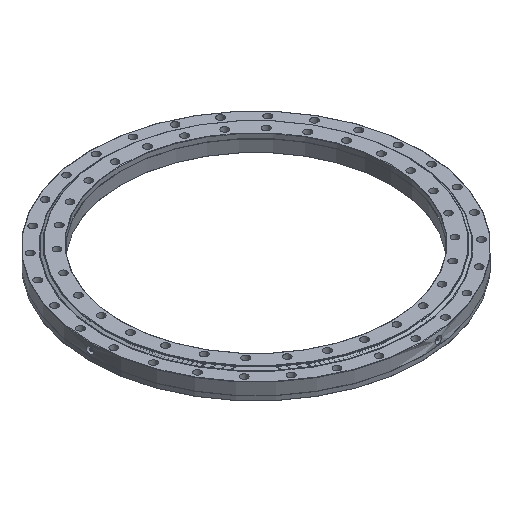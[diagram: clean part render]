
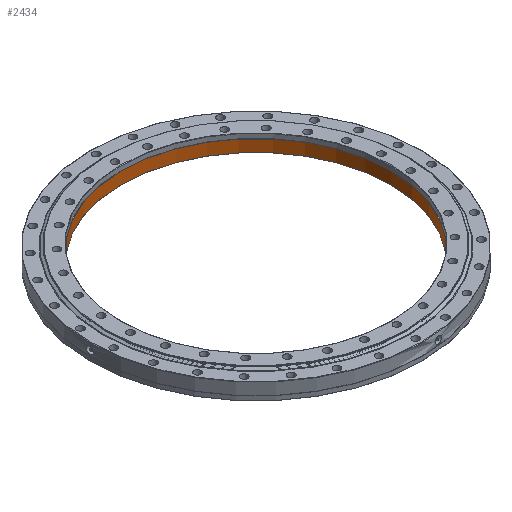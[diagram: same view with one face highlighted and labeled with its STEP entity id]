
A CAD part, isometric view. The second image highlights one B-rep face of the part: STEP entity #2434.
In plain terms, the highlighted cylindrical face has radius 427.5 mm (diameter 855 mm), a full revolution.
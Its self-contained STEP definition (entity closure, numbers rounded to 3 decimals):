
#52 = EDGE_LOOP ( 'NONE', ( #511 ) ) ;
#511 = ORIENTED_EDGE ( 'NONE', *, *, #1582, .T. ) ;
#644 = DIRECTION ( 'NONE',  ( 0., 0., 1. ) ) ;
#787 = CIRCLE ( 'NONE', #1800, 427.5 ) ;
#1331 = CARTESIAN_POINT ( 'NONE',  ( 0., 0., -21.5 ) ) ;
#1542 = CIRCLE ( 'NONE', #4583, 427.5 ) ;
#1547 = ORIENTED_EDGE ( 'NONE', *, *, #4217, .T. ) ;
#1582 = EDGE_CURVE ( 'NONE', #1765, #1765, #787, .T. ) ;
#1672 = DIRECTION ( 'NONE',  ( 0., 0., 1. ) ) ;
#1765 = VERTEX_POINT ( 'NONE', #5246 ) ;
#1800 = AXIS2_PLACEMENT_3D ( 'NONE', #1331, #5257, #4280 ) ;
#1835 = VERTEX_POINT ( 'NONE', #2917 ) ;
#2000 = AXIS2_PLACEMENT_3D ( 'NONE', #3632, #1672, #6076 ) ;
#2041 = EDGE_LOOP ( 'NONE', ( #1547 ) ) ;
#2434 = ADVANCED_FACE ( 'NONE', ( #2564, #4715 ), #5798, .F. ) ;
#2564 = FACE_OUTER_BOUND ( 'NONE', #52, .T. ) ;
#2917 = CARTESIAN_POINT ( 'NONE',  ( 427.5, 0., 16.5 ) ) ;
#3611 = CARTESIAN_POINT ( 'NONE',  ( 0., 0., 16.5 ) ) ;
#3632 = CARTESIAN_POINT ( 'NONE',  ( 0., 0., 0. ) ) ;
#4217 = EDGE_CURVE ( 'NONE', #1835, #1835, #1542, .T. ) ;
#4280 = DIRECTION ( 'NONE',  ( 1., 0., 0. ) ) ;
#4583 = AXIS2_PLACEMENT_3D ( 'NONE', #3611, #644, #4605 ) ;
#4605 = DIRECTION ( 'NONE',  ( 1., 0., 0. ) ) ;
#4715 = FACE_OUTER_BOUND ( 'NONE', #2041, .T. ) ;
#5246 = CARTESIAN_POINT ( 'NONE',  ( 427.5, 0., -21.5 ) ) ;
#5257 = DIRECTION ( 'NONE',  ( 0., 0., -1. ) ) ;
#5798 = CYLINDRICAL_SURFACE ( 'NONE', #2000, 427.5 ) ;
#6076 = DIRECTION ( 'NONE',  ( 1., 0., 0. ) ) ;
